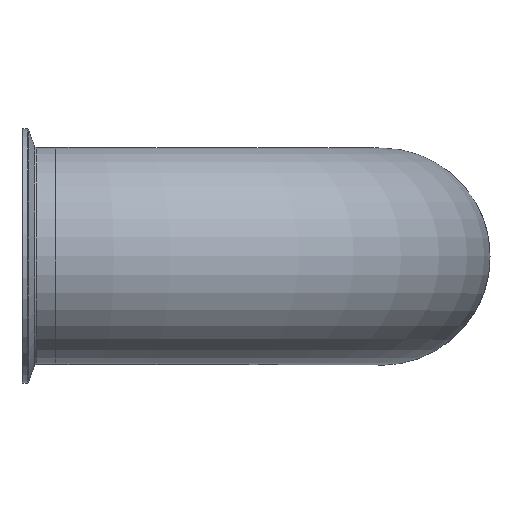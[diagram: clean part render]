
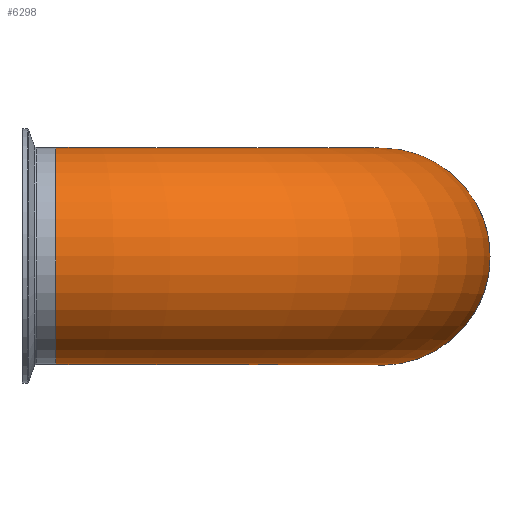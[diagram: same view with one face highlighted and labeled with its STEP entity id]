
A CAD part, top view. The second image highlights one B-rep face of the part: STEP entity #6298.
In plain terms, the highlighted toroidal (fillet/blend) face has major radius 152.4 mm and minor radius 50.8 mm.
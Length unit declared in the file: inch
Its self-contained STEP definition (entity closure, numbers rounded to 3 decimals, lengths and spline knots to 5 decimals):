
#26=TOROIDAL_SURFACE('',#6684,6.,2.);
#289=FACE_BOUND('',#1510,.T.);
#1103=FACE_OUTER_BOUND('',#1509,.T.);
#1509=EDGE_LOOP('',(#5854));
#1510=EDGE_LOOP('',(#5855));
#1638=CIRCLE('',#6631,2.);
#1657=CIRCLE('',#6675,2.);
#3070=VERTEX_POINT('',#13661);
#3089=VERTEX_POINT('',#13724);
#3991=EDGE_CURVE('',#3070,#3070,#1638,.T.);
#4010=EDGE_CURVE('',#3089,#3089,#1657,.T.);
#5854=ORIENTED_EDGE('',*,*,#4010,.T.);
#5855=ORIENTED_EDGE('',*,*,#3991,.F.);
#6298=ADVANCED_FACE('',(#1103,#289),#26,.T.);
#6631=AXIS2_PLACEMENT_3D('',#13662,#7750,#7751);
#6675=AXIS2_PLACEMENT_3D('',#13725,#7838,#7839);
#6684=AXIS2_PLACEMENT_3D('',#13737,#7856,#7857);
#7750=DIRECTION('center_axis',(0.,0.,-1.));
#7751=DIRECTION('ref_axis',(-1.,0.,0.));
#7838=DIRECTION('center_axis',(1.,0.,0.));
#7839=DIRECTION('ref_axis',(0.,0.,
-1.));
#7856=DIRECTION('center_axis',(0.,-1.,0.));
#7857=DIRECTION('ref_axis',(0.,0.,-1.));
#13661=CARTESIAN_POINT('',(2.,0.,0.));
#13662=CARTESIAN_POINT('Origin',(0.,0.,0.));
#13724=CARTESIAN_POINT('',(-6.,0.,8.));
#13725=CARTESIAN_POINT('Origin',(-6.,0.,6.));
#13737=CARTESIAN_POINT('Origin',(-6.,0.,0.));
